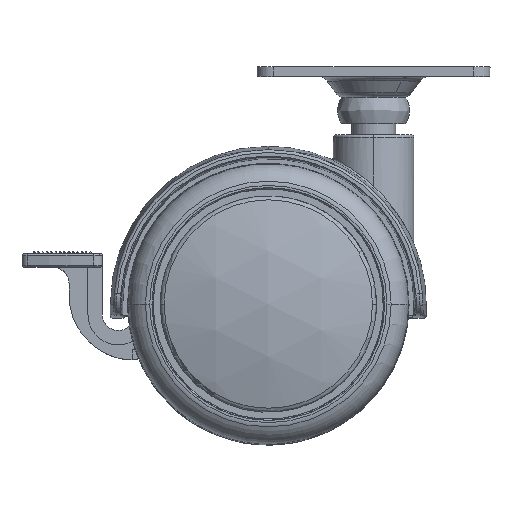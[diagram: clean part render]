
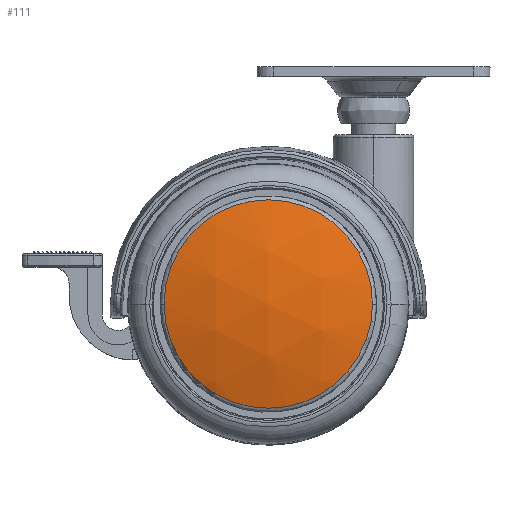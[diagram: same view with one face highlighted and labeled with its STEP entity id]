
A CAD part, top view. The second image highlights one B-rep face of the part: STEP entity #111.
In plain terms, the highlighted spherical face has radius 61.546 mm.
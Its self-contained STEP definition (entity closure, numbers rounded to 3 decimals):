
#111=ADVANCED_FACE('',(#734),#735,.T.);
#734=FACE_OUTER_BOUND('',#1924,.T.);
#735=SPHERICAL_SURFACE('',#1925,61.546);
#1924=EDGE_LOOP('',(#13414,#13415));
#1925=AXIS2_PLACEMENT_3D('',#13416,#13417,#13418);
#13414=ORIENTED_EDGE('',*,*,#16902,.T.);
#13415=ORIENTED_EDGE('',*,*,#16894,.T.);
#13416=CARTESIAN_POINT('',(0.0,0.,-34.146));
#13417=DIRECTION('',(1.0,0.0,0.0));
#13418=DIRECTION('',(0.0,-1.0,0.0));
#16894=EDGE_CURVE('',#18406,#18403,#18407,.T.);
#16902=EDGE_CURVE('',#18403,#18406,#18420,.T.);
#18403=VERTEX_POINT('',#21097);
#18406=VERTEX_POINT('',#21100);
#18407=CIRCLE('',#21101,18.804);
#18420=CIRCLE('',#21116,18.804);
#21097=CARTESIAN_POINT('',(-18.804,0.,24.457));
#21100=CARTESIAN_POINT('',(18.804,0.,24.457));
#21101=AXIS2_PLACEMENT_3D('',#26382,#26383,#26384);
#21116=AXIS2_PLACEMENT_3D('',#26402,#26403,#26404);
#26382=CARTESIAN_POINT('',(0.0,0.0,24.457));
#26383=DIRECTION('',(0.0,0.0,1.0));
#26384=DIRECTION('',(1.0,0.0,0.0));
#26402=CARTESIAN_POINT('',(0.0,0.0,24.457));
#26403=DIRECTION('',(0.0,0.0,1.0));
#26404=DIRECTION('',(1.0,0.0,0.0));
